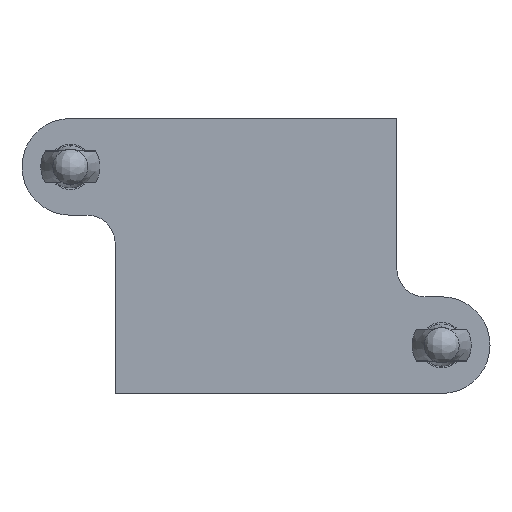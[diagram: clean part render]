
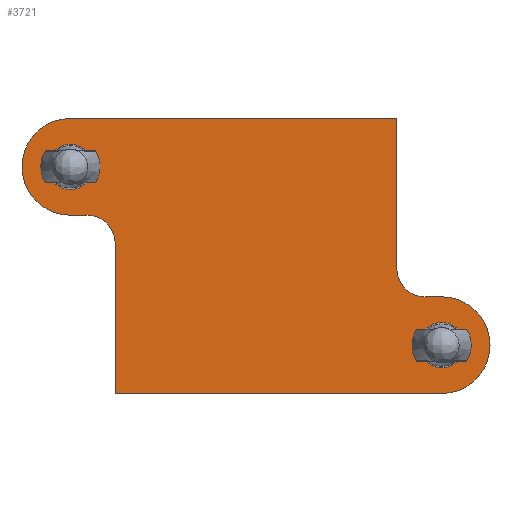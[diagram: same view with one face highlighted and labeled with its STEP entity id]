
A CAD part, front view. The second image highlights one B-rep face of the part: STEP entity #3721.
In plain terms, the highlighted planar face has unit normal (0, -1, 0).
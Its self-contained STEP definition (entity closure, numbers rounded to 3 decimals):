
#49 = CARTESIAN_POINT ( 'NONE',  ( -13.425, 0., 9.75 ) ) ;
#109 = CARTESIAN_POINT ( 'NONE',  ( 11.295, 0., -6.321 ) ) ;
#173 = AXIS2_PLACEMENT_3D ( 'NONE', #1890, #1879, #1873 ) ;
#411 = VERTEX_POINT ( 'NONE', #8930 ) ;
#473 = EDGE_CURVE ( 'NONE', #1547, #6606, #4139, .T. ) ;
#875 = AXIS2_PLACEMENT_3D ( 'NONE', #8378, #8357, #8346 ) ;
#881 = DIRECTION ( 'NONE',  ( -1., 0., 0. ) ) ;
#915 = CARTESIAN_POINT ( 'NONE',  ( 12.895, 0., -2.892 ) ) ;
#1091 = LINE ( 'NONE', #7613, #7500 ) ;
#1233 = AXIS2_PLACEMENT_3D ( 'NONE', #4155, #4148, #4145 ) ;
#1360 = AXIS2_PLACEMENT_3D ( 'NONE', #6370, #6368, #6359 ) ;
#1416 = DIRECTION ( 'NONE',  ( -1., 0., 0. ) ) ;
#1425 = DIRECTION ( 'NONE',  ( 0., 1., 0. ) ) ;
#1431 = DIRECTION ( 'NONE',  ( -1., 0., 0. ) ) ;
#1436 = CARTESIAN_POINT ( 'NONE',  ( 11.72, 0., -0.892 ) ) ;
#1446 = VERTEX_POINT ( 'NONE', #7485 ) ;
#1547 = VERTEX_POINT ( 'NONE', #6015 ) ;
#1812 = DIRECTION ( 'NONE',  ( 0., -1., 0. ) ) ;
#1863 = EDGE_LOOP ( 'NONE', ( #6756, #6791 ) ) ;
#1873 = DIRECTION ( 'NONE',  ( -1., 0., 0. ) ) ;
#1879 = DIRECTION ( 'NONE',  ( 0., 1., 0. ) ) ;
#1890 = CARTESIAN_POINT ( 'NONE',  ( -12.25, 0., 0.892 ) ) ;
#1904 = CARTESIAN_POINT ( 'NONE',  ( 9.72, 0., 9.75 ) ) ;
#1911 = AXIS2_PLACEMENT_3D ( 'NONE', #7800, #7708, #7646 ) ;
#2120 = DIRECTION ( 'NONE',  ( 0., 0., 1. ) ) ;
#2146 = VERTEX_POINT ( 'NONE', #3126 ) ;
#2154 = CARTESIAN_POINT ( 'NONE',  ( 11.72, 0., -2.892 ) ) ;
#2183 = CARTESIAN_POINT ( 'NONE',  ( 9.72, 0., 9.75 ) ) ;
#2333 = DIRECTION ( 'NONE',  ( -1., 0., 0. ) ) ;
#2339 = DIRECTION ( 'NONE',  ( 0., 1., 0. ) ) ;
#2359 = CARTESIAN_POINT ( 'NONE',  ( 12.895, 0., -6.321 ) ) ;
#2545 = FACE_OUTER_BOUND ( 'NONE', #2856, .T. ) ;
#2724 = CARTESIAN_POINT ( 'NONE',  ( 12.895, 0., -2.892 ) ) ;
#2856 = EDGE_LOOP ( 'NONE', ( #6819, #6836, #6903, #6914, #6917, #6935, #6962, #7036, #7042, #7052, #7062 ) ) ;
#2879 = CARTESIAN_POINT ( 'NONE',  ( 9.72, 0., -0.892 ) ) ;
#2912 = CIRCLE ( 'NONE', #6119, 1.6 ) ;
#3019 = CIRCLE ( 'NONE', #875, 3.429 ) ;
#3026 = FACE_BOUND ( 'NONE', #5464, .T. ) ;
#3051 = CIRCLE ( 'NONE', #1360, 1.6 ) ;
#3093 = EDGE_CURVE ( 'NONE', #8191, #6191, #3019, .T. ) ;
#3126 = CARTESIAN_POINT ( 'NONE',  ( -13.425, 0., 2.892 ) ) ;
#3402 = VECTOR ( 'NONE', #6726, 1000. ) ;
#3407 = DIRECTION ( 'NONE',  ( 1., 0., 0. ) ) ;
#3423 = CARTESIAN_POINT ( 'NONE',  ( -16.854, 0., 6.321 ) ) ;
#3460 = CARTESIAN_POINT ( 'NONE',  ( -20., 0., -9.75 ) ) ;
#3474 = CARTESIAN_POINT ( 'NONE',  ( -10.25, 0., -9.75 ) ) ;
#3571 = EDGE_CURVE ( 'NONE', #6998, #6489, #4172, .T. ) ;
#3585 = CARTESIAN_POINT ( 'NONE',  ( -13.425, 0., 2.892 ) ) ;
#3596 = DIRECTION ( 'NONE',  ( 1., 0., 0. ) ) ;
#3721 = ADVANCED_FACE ( 'NONE', ( #5178, #3026, #2545 ), #5406, .F. ) ;
#4139 = CIRCLE ( 'NONE', #8586, 3.429 ) ;
#4145 = DIRECTION ( 'NONE',  ( -1., 0., 0. ) ) ;
#4148 = DIRECTION ( 'NONE',  ( 0., 1., 0. ) ) ;
#4153 = VERTEX_POINT ( 'NONE', #8250 ) ;
#4155 = CARTESIAN_POINT ( 'NONE',  ( 12.895, 0., -6.321 ) ) ;
#4172 = CIRCLE ( 'NONE', #6715, 2. ) ;
#4226 = AXIS2_PLACEMENT_3D ( 'NONE', #2359, #2339, #2333 ) ;
#4254 = EDGE_CURVE ( 'NONE', #1446, #4153, #2912, .T. ) ;
#4264 = AXIS2_PLACEMENT_3D ( 'NONE', #7607, #7604, #7597 ) ;
#4307 = EDGE_CURVE ( 'NONE', #6191, #2146, #7106, .T. ) ;
#4319 = EDGE_CURVE ( 'NONE', #8794, #6004, #1091, .T. ) ;
#4365 = CARTESIAN_POINT ( 'NONE',  ( 14.495, 0., -6.321 ) ) ;
#4650 = EDGE_CURVE ( 'NONE', #8191, #7238, #4746, .T. ) ;
#4746 = LINE ( 'NONE', #6757, #3402 ) ;
#4796 = EDGE_CURVE ( 'NONE', #4153, #1446, #3051, .T. ) ;
#5112 = CARTESIAN_POINT ( 'NONE',  ( 12.895, 0., -6.321 ) ) ;
#5178 = FACE_BOUND ( 'NONE', #1863, .T. ) ;
#5217 = VECTOR ( 'NONE', #881, 1000. ) ;
#5292 = LINE ( 'NONE', #915, #5217 ) ;
#5406 = PLANE ( 'NONE',  #1911 ) ;
#5464 = EDGE_LOOP ( 'NONE', ( #6794, #6804 ) ) ;
#5524 = VERTEX_POINT ( 'NONE', #4365 ) ;
#5527 = CIRCLE ( 'NONE', #173, 2. ) ;
#5587 = EDGE_CURVE ( 'NONE', #5524, #8158, #6946, .T. ) ;
#5648 = VECTOR ( 'NONE', #2120, 1000. ) ;
#5749 = LINE ( 'NONE', #2183, #5648 ) ;
#5927 = CIRCLE ( 'NONE', #4226, 1.6 ) ;
#5947 = EDGE_CURVE ( 'NONE', #2146, #411, #6460, .T. ) ;
#6004 = VERTEX_POINT ( 'NONE', #3474 ) ;
#6015 = CARTESIAN_POINT ( 'NONE',  ( 12.895, 0., -9.75 ) ) ;
#6102 = EDGE_CURVE ( 'NONE', #6004, #1547, #6389, .T. ) ;
#6119 = AXIS2_PLACEMENT_3D ( 'NONE', #7793, #7784, #7758 ) ;
#6191 = VERTEX_POINT ( 'NONE', #3423 ) ;
#6359 = DIRECTION ( 'NONE',  ( -1., 0., 0. ) ) ;
#6368 = DIRECTION ( 'NONE',  ( 0., 1., 0. ) ) ;
#6370 = CARTESIAN_POINT ( 'NONE',  ( -13.425, 0., 6.321 ) ) ;
#6381 = VECTOR ( 'NONE', #3407, 1000. ) ;
#6389 = LINE ( 'NONE', #3460, #6381 ) ;
#6434 = VECTOR ( 'NONE', #3596, 1000. ) ;
#6460 = LINE ( 'NONE', #3585, #6434 ) ;
#6489 = VERTEX_POINT ( 'NONE', #2879 ) ;
#6606 = VERTEX_POINT ( 'NONE', #2724 ) ;
#6715 = AXIS2_PLACEMENT_3D ( 'NONE', #1436, #1425, #1416 ) ;
#6726 = DIRECTION ( 'NONE',  ( 1., 0., 0. ) ) ;
#6756 = ORIENTED_EDGE ( 'NONE', *, *, #4796, .T. ) ;
#6757 = CARTESIAN_POINT ( 'NONE',  ( -20., 0., 9.75 ) ) ;
#6759 = EDGE_CURVE ( 'NONE', #8158, #5524, #5927, .T. ) ;
#6791 = ORIENTED_EDGE ( 'NONE', *, *, #4254, .T. ) ;
#6794 = ORIENTED_EDGE ( 'NONE', *, *, #6759, .T. ) ;
#6804 = ORIENTED_EDGE ( 'NONE', *, *, #5587, .T. ) ;
#6819 = ORIENTED_EDGE ( 'NONE', *, *, #3571, .T. ) ;
#6836 = ORIENTED_EDGE ( 'NONE', *, *, #6892, .T. ) ;
#6892 = EDGE_CURVE ( 'NONE', #6489, #7238, #5749, .T. ) ;
#6903 = ORIENTED_EDGE ( 'NONE', *, *, #4650, .F. ) ;
#6914 = ORIENTED_EDGE ( 'NONE', *, *, #3093, .T. ) ;
#6917 = ORIENTED_EDGE ( 'NONE', *, *, #4307, .T. ) ;
#6935 = ORIENTED_EDGE ( 'NONE', *, *, #5947, .T. ) ;
#6946 = CIRCLE ( 'NONE', #1233, 1.6 ) ;
#6962 = ORIENTED_EDGE ( 'NONE', *, *, #7233, .T. ) ;
#6998 = VERTEX_POINT ( 'NONE', #2154 ) ;
#7036 = ORIENTED_EDGE ( 'NONE', *, *, #4319, .T. ) ;
#7042 = ORIENTED_EDGE ( 'NONE', *, *, #6102, .T. ) ;
#7052 = ORIENTED_EDGE ( 'NONE', *, *, #473, .T. ) ;
#7062 = ORIENTED_EDGE ( 'NONE', *, *, #7763, .T. ) ;
#7106 = CIRCLE ( 'NONE', #4264, 3.429 ) ;
#7233 = EDGE_CURVE ( 'NONE', #411, #8794, #5527, .T. ) ;
#7238 = VERTEX_POINT ( 'NONE', #1904 ) ;
#7485 = CARTESIAN_POINT ( 'NONE',  ( -11.825, 0., 6.321 ) ) ;
#7500 = VECTOR ( 'NONE', #7658, 1000. ) ;
#7597 = DIRECTION ( 'NONE',  ( -1., 0., 0. ) ) ;
#7604 = DIRECTION ( 'NONE',  ( 0., -1., 0. ) ) ;
#7607 = CARTESIAN_POINT ( 'NONE',  ( -13.425, 0., 6.321 ) ) ;
#7613 = CARTESIAN_POINT ( 'NONE',  ( -10.25, 0., -9.75 ) ) ;
#7646 = DIRECTION ( 'NONE',  ( -1., 0., 0. ) ) ;
#7658 = DIRECTION ( 'NONE',  ( 0., 0., -1. ) ) ;
#7708 = DIRECTION ( 'NONE',  ( 0., 1., 0. ) ) ;
#7758 = DIRECTION ( 'NONE',  ( -1., 0., 0. ) ) ;
#7763 = EDGE_CURVE ( 'NONE', #6606, #6998, #5292, .T. ) ;
#7784 = DIRECTION ( 'NONE',  ( 0., 1., 0. ) ) ;
#7793 = CARTESIAN_POINT ( 'NONE',  ( -13.425, 0., 6.321 ) ) ;
#7800 = CARTESIAN_POINT ( 'NONE',  ( -20., 0., 9.75 ) ) ;
#8158 = VERTEX_POINT ( 'NONE', #109 ) ;
#8191 = VERTEX_POINT ( 'NONE', #49 ) ;
#8250 = CARTESIAN_POINT ( 'NONE',  ( -15.025, 0., 6.321 ) ) ;
#8346 = DIRECTION ( 'NONE',  ( -1., 0., 0. ) ) ;
#8350 = CARTESIAN_POINT ( 'NONE',  ( -10.25, 0., 0.892 ) ) ;
#8357 = DIRECTION ( 'NONE',  ( 0., -1., 0. ) ) ;
#8378 = CARTESIAN_POINT ( 'NONE',  ( -13.425, 0., 6.321 ) ) ;
#8586 = AXIS2_PLACEMENT_3D ( 'NONE', #5112, #1812, #1431 ) ;
#8794 = VERTEX_POINT ( 'NONE', #8350 ) ;
#8930 = CARTESIAN_POINT ( 'NONE',  ( -12.25, 0., 2.892 ) ) ;
